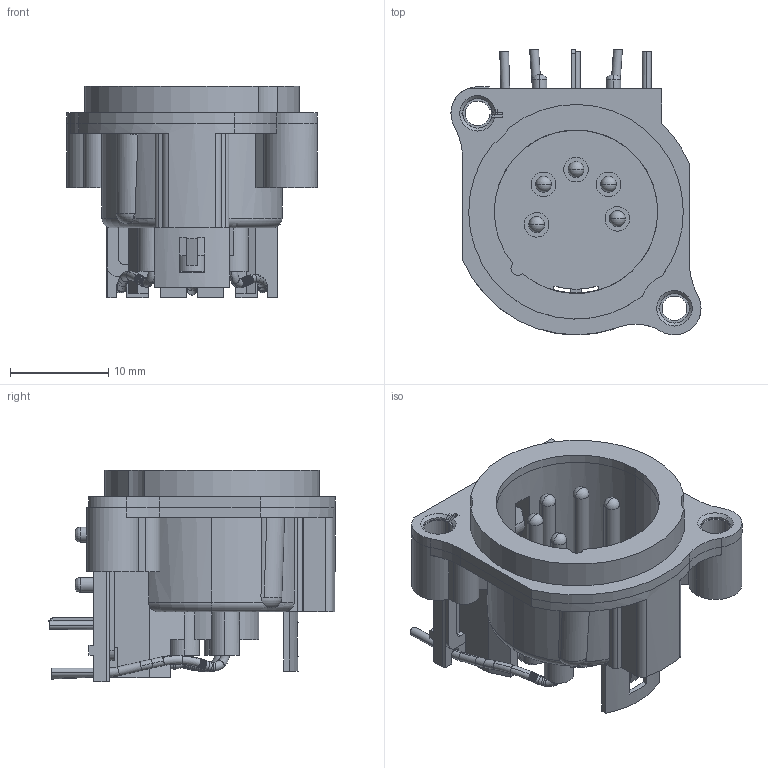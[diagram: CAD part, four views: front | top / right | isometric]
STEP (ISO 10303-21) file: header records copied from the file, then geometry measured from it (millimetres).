
FILE_DESCRIPTION(('FreeCAD Model'),'2;1');
FILE_NAME('IO-XLR5-M-EH.stp', '2024-02-27T15:04:00',('Author'),(''), 'Open CASCADE STEP processor 7.3','FreeCAD','Unknown');
FILE_SCHEMA(('AUTOMOTIVE_DESIGN { 1 0 10303 214 1 1 1 1 }'));
Length unit declared in the file: millimetre
Products named in the file (3): IO-XLR5-M-EH; IO-XLR5-M-EH_Connector
Assembly tree (1 placements, depth 2):
  IO-XLR5-M-EH
    IO-XLR5-M-EH_Connector
  IO-XLR5-M-EH_Connector
Bounding box: 25.4 x 29.05 x 21.5 mm (x, y, z)
Surface area: 13358.8 mm2 (no closed solid volume)
Topology: 0 solids, 18 shells, 1156 faces, 3068 edges, 1960 vertices
Faces by surface type: plane 436, cylinder 406, torus 242, cone 40, sphere 20, revolution 12
Entity records: 83511 total; most frequent: CARTESIAN_POINT 21828, DIRECTION 12140, LINE 6378, VECTOR 6378, ORIENTED_EDGE 6096, PCURVE 6096, DEFINITIONAL_REPRESENTATION 6096, EDGE_CURVE 3048
